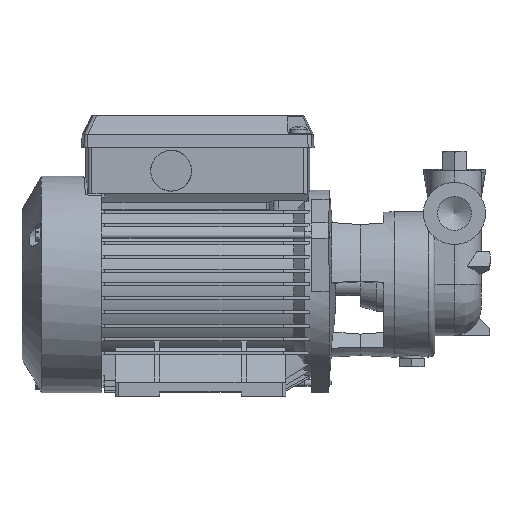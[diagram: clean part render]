
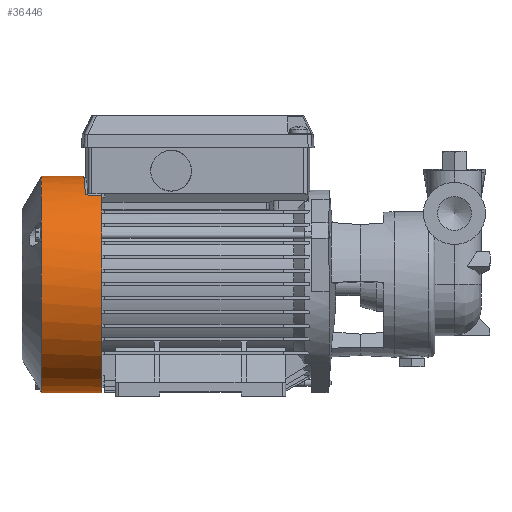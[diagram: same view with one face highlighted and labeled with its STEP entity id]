
A CAD part, front view. The second image highlights one B-rep face of the part: STEP entity #36446.
In plain terms, the highlighted cylindrical face has radius 61 mm (diameter 122 mm), a full revolution.
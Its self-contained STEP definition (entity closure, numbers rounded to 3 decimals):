
#35102=CARTESIAN_POINT('',(-171.964,-34.5,50.307));
#35103=VERTEX_POINT('',#35102);
#35127=CARTESIAN_POINT('',(-173.963,-32.57,51.577));
#35128=VERTEX_POINT('',#35127);
#35135=CARTESIAN_POINT('',(-171.964,-34.5,50.307));
#35136=CARTESIAN_POINT('',(-172.051,-34.5,50.307));
#35137=CARTESIAN_POINT('',(-172.282,-34.485,50.317));
#35138=CARTESIAN_POINT('',(-172.634,-34.399,50.376));
#35139=CARTESIAN_POINT('',(-173.001,-34.225,50.494));
#35140=CARTESIAN_POINT('',(-173.38,-33.944,50.684));
#35141=CARTESIAN_POINT('',(-173.705,-33.538,50.954));
#35142=CARTESIAN_POINT('',(-173.908,-33.047,51.274));
#35143=CARTESIAN_POINT('',(-173.957,-32.722,51.481));
#35144=CARTESIAN_POINT('',(-173.963,-32.57,51.577));
#35145=B_SPLINE_CURVE_WITH_KNOTS('',3,(#35135,#35136,#35137,#35138,#35139,#35140,#35141,#35142,#35143,#35144),.UNSPECIFIED.,.F.,.U.,(4,1,1,1,1,1,1,4),(0.0,0.262,0.693,1.091,1.524,2.211,2.83,3.372),.UNSPECIFIED.);
#35146=EDGE_CURVE('',#35103,#35128,#35145,.T.);
#35172=CARTESIAN_POINT('',(-175.1,0.,61.));
#35173=VERTEX_POINT('',#35172);
#35180=CARTESIAN_POINT('',(-173.963,-32.57,51.577));
#35181=CARTESIAN_POINT('',(-174.484,-17.648,61.));
#35182=CARTESIAN_POINT('',(-175.1,0.,61.));
#35190=(BOUNDED_CURVE()B_SPLINE_CURVE(2,(#35180,#35181,#35182),.UNSPECIFIED.,.F.,.U.)CURVE()GEOMETRIC_REPRESENTATION_ITEM()QUASI_UNIFORM_CURVE()RATIONAL_B_SPLINE_CURVE((1.0,0.961,1.0))REPRESENTATION_ITEM(''));
#35191=EDGE_CURVE('',#35128,#35173,#35190,.T.);
#35217=CARTESIAN_POINT('',(-173.963,32.57,51.577));
#35218=VERTEX_POINT('',#35217);
#35225=CARTESIAN_POINT('',(-175.1,0.,61.));
#35226=CARTESIAN_POINT('',(-174.484,17.648,61.));
#35227=CARTESIAN_POINT('',(-173.963,32.57,51.577));
#35235=(BOUNDED_CURVE()B_SPLINE_CURVE(2,(#35225,#35226,#35227),.UNSPECIFIED.,.F.,.U.)CURVE()GEOMETRIC_REPRESENTATION_ITEM()QUASI_UNIFORM_CURVE()RATIONAL_B_SPLINE_CURVE((1.0,0.961,1.0))REPRESENTATION_ITEM(''));
#35236=EDGE_CURVE('',#35173,#35218,#35235,.T.);
#35261=CARTESIAN_POINT('',(-171.964,34.5,50.307));
#35262=VERTEX_POINT('',#35261);
#35269=CARTESIAN_POINT('',(-173.963,32.57,51.577));
#35270=CARTESIAN_POINT('',(-173.957,32.725,51.48));
#35271=CARTESIAN_POINT('',(-173.903,33.084,51.25));
#35272=CARTESIAN_POINT('',(-173.677,33.589,50.92));
#35273=CARTESIAN_POINT('',(-173.258,34.069,50.6));
#35274=CARTESIAN_POINT('',(-172.754,34.369,50.396));
#35275=CARTESIAN_POINT('',(-172.285,34.485,50.317));
#35276=CARTESIAN_POINT('',(-172.051,34.5,50.307));
#35277=CARTESIAN_POINT('',(-171.964,34.5,50.307));
#35278=B_SPLINE_CURVE_WITH_KNOTS('',3,(#35269,#35270,#35271,#35272,#35273,#35274,#35275,#35276,#35277),.UNSPECIFIED.,.F.,.U.,(4,1,1,1,1,1,4),(0.0,0.55,1.28,1.917,2.67,3.11,3.372),.UNSPECIFIED.);
#35279=EDGE_CURVE('',#35218,#35262,#35278,.T.);
#35298=CARTESIAN_POINT('',(-164.6,34.5,50.307));
#35299=VERTEX_POINT('',#35298);
#35306=CARTESIAN_POINT('',(-171.964,34.5,50.307));
#35307=DIRECTION('',(1.0,0.0,0.0));
#35308=VECTOR('',#35307,7.364);
#35309=LINE('',#35306,#35308);
#35310=EDGE_CURVE('',#35262,#35299,#35309,.T.);
#35322=CARTESIAN_POINT('',(-164.6,-34.5,50.307));
#35323=VERTEX_POINT('',#35322);
#35337=CARTESIAN_POINT('',(-164.6,-34.5,50.307));
#35338=DIRECTION('',(-1.0,0.0,0.0));
#35339=VECTOR('',#35338,7.364);
#35340=LINE('',#35337,#35339);
#35341=EDGE_CURVE('',#35323,#35103,#35340,.T.);
#35952=CARTESIAN_POINT('',(-164.6,0.,-61.));
#35953=VERTEX_POINT('',#35952);
#35954=CARTESIAN_POINT('',(-164.6,0.,0.));
#35955=DIRECTION('',(1.0,0.0,0.0));
#35956=DIRECTION('',(0.0,0.,-1.));
#35957=AXIS2_PLACEMENT_3D('',#35954,#35955,#35956);
#35958=CIRCLE('',#35957,61.);
#35959=EDGE_CURVE('',#35323,#35953,#35958,.T.);
#35961=CARTESIAN_POINT('',(-164.6,0.,0.));
#35962=DIRECTION('',(1.0,0.0,0.0));
#35963=DIRECTION('',(0.0,0.,-1.));
#35964=AXIS2_PLACEMENT_3D('',#35961,#35962,#35963);
#35965=CIRCLE('',#35964,61.);
#35966=EDGE_CURVE('',#35953,#35299,#35965,.T.);
#36406=CARTESIAN_POINT('',(-198.63,0.,0.));
#36407=DIRECTION('',(1.0,0.0,0.0));
#36408=DIRECTION('',(0.0,0.,-1.));
#36409=AXIS2_PLACEMENT_3D('',#36406,#36407,#36408);
#36410=CYLINDRICAL_SURFACE('',#36409,61.);
#36411=ORIENTED_EDGE('',*,*,#35341,.T.);
#36412=ORIENTED_EDGE('',*,*,#35146,.T.);
#36413=ORIENTED_EDGE('',*,*,#35191,.T.);
#36414=ORIENTED_EDGE('',*,*,#35236,.T.);
#36415=ORIENTED_EDGE('',*,*,#35279,.T.);
#36416=ORIENTED_EDGE('',*,*,#35310,.T.);
#36417=ORIENTED_EDGE('',*,*,#35966,.F.);
#36418=CARTESIAN_POINT('',(-198.63,0.,-61.));
#36419=VERTEX_POINT('',#36418);
#36420=CARTESIAN_POINT('',(-164.6,0.,-61.));
#36421=DIRECTION('',(-1.0,0.0,0.0));
#36422=VECTOR('',#36421,34.03);
#36423=LINE('',#36420,#36422);
#36424=EDGE_CURVE('',#35953,#36419,#36423,.T.);
#36425=ORIENTED_EDGE('',*,*,#36424,.T.);
#36426=CARTESIAN_POINT('',(-198.63,0.,61.));
#36427=VERTEX_POINT('',#36426);
#36428=CARTESIAN_POINT('',(-198.63,0.,0.));
#36429=DIRECTION('',(1.0,0.0,0.0));
#36430=DIRECTION('',(0.0,0.,-1.));
#36431=AXIS2_PLACEMENT_3D('',#36428,#36429,#36430);
#36432=CIRCLE('',#36431,61.);
#36433=EDGE_CURVE('',#36419,#36427,#36432,.T.);
#36434=ORIENTED_EDGE('',*,*,#36433,.T.);
#36435=CARTESIAN_POINT('',(-198.63,0.,0.));
#36436=DIRECTION('',(1.0,0.0,0.0));
#36437=DIRECTION('',(0.0,0.,-1.));
#36438=AXIS2_PLACEMENT_3D('',#36435,#36436,#36437);
#36439=CIRCLE('',#36438,61.);
#36440=EDGE_CURVE('',#36427,#36419,#36439,.T.);
#36441=ORIENTED_EDGE('',*,*,#36440,.T.);
#36442=ORIENTED_EDGE('',*,*,#36424,.F.);
#36443=ORIENTED_EDGE('',*,*,#35959,.F.);
#36444=EDGE_LOOP('',(#36411,#36412,#36413,#36414,#36415,#36416,#36417,#36425,#36434,#36441,#36442,#36443));
#36445=FACE_OUTER_BOUND('',#36444,.T.);
#36446=ADVANCED_FACE('',(#36445),#36410,.T.);
